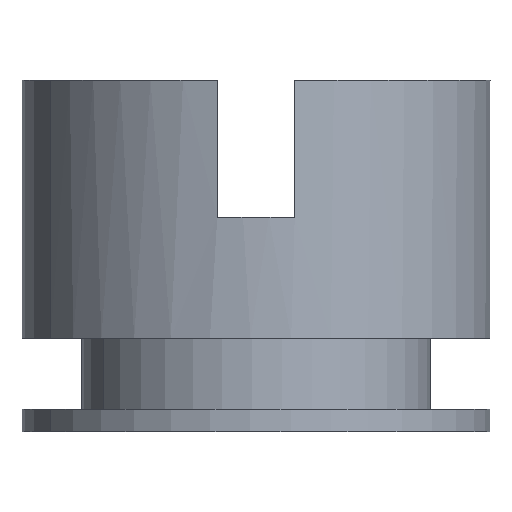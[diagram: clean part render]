
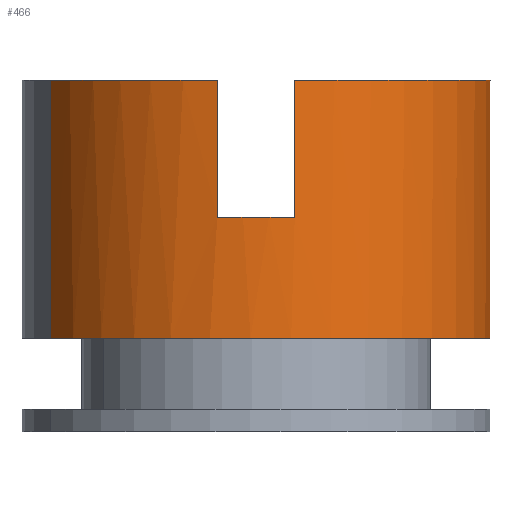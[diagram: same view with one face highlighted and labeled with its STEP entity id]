
A CAD part, front view. The second image highlights one B-rep face of the part: STEP entity #466.
In plain terms, the highlighted cylindrical face has radius 7.25 mm (diameter 14.5 mm), a partial arc.
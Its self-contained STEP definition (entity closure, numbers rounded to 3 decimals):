
#91=AXIS2_PLACEMENT_3D('Cylinder Axis2P3D',#88,#89,#90) ;
#152=AXIS2_PLACEMENT_3D('Circle Axis2P3D',#150,#151,$) ;
#343=AXIS2_PLACEMENT_3D('Circle Axis2P3D',#341,#342,$) ;
#364=AXIS2_PLACEMENT_3D('Circle Axis2P3D',#362,#363,$) ;
#446=AXIS2_PLACEMENT_3D('Circle Axis2P3D',#444,#445,$) ;
#88=CARTESIAN_POINT('Axis2P3D Location',(7.25,7.25,5.45)) ;
#150=CARTESIAN_POINT('Axis2P3D Location',(7.25,7.25,2.9)) ;
#154=CARTESIAN_POINT('Vertex',(0.888,3.774,2.9)) ;
#156=CARTESIAN_POINT('Vertex',(13.612,10.726,2.9)) ;
#338=CARTESIAN_POINT('Vertex',(0.888,3.774,10.9)) ;
#341=CARTESIAN_POINT('Axis2P3D Location',(7.25,7.25,10.9)) ;
#345=CARTESIAN_POINT('Vertex',(6.05,0.1,10.9)) ;
#362=CARTESIAN_POINT('Axis2P3D Location',(7.25,7.25,10.9)) ;
#366=CARTESIAN_POINT('Vertex',(8.45,0.1,10.9)) ;
#368=CARTESIAN_POINT('Vertex',(13.612,10.726,10.9)) ;
#397=CARTESIAN_POINT('Line Origine',(13.612,10.726,5.45)) ;
#402=CARTESIAN_POINT('Line Origine',(0.888,3.774,5.45)) ;
#437=CARTESIAN_POINT('Line Origine',(8.45,0.1,5.45)) ;
#441=CARTESIAN_POINT('Vertex',(8.45,0.1,6.65)) ;
#444=CARTESIAN_POINT('Axis2P3D Location',(7.25,7.25,6.65)) ;
#448=CARTESIAN_POINT('Vertex',(6.05,0.1,6.65)) ;
#451=CARTESIAN_POINT('Line Origine',(6.05,0.1,5.45)) ;
#89=DIRECTION('Axis2P3D Direction',(0.,0.,1.)) ;
#90=DIRECTION('Axis2P3D XDirection',(-0.878,-0.479,0.)) ;
#151=DIRECTION('Axis2P3D Direction',(0.,0.,1.)) ;
#342=DIRECTION('Axis2P3D Direction',(0.,0.,1.)) ;
#363=DIRECTION('Axis2P3D Direction',(0.,0.,1.)) ;
#398=DIRECTION('Vector Direction',(0.,0.,1.)) ;
#403=DIRECTION('Vector Direction',(0.,0.,1.)) ;
#438=DIRECTION('Vector Direction',(0.,0.,1.)) ;
#445=DIRECTION('Axis2P3D Direction',(0.,0.,1.)) ;
#452=DIRECTION('Vector Direction',(0.,0.,1.)) ;
#399=VECTOR('Line Direction',#398,1.) ;
#404=VECTOR('Line Direction',#403,1.) ;
#439=VECTOR('Line Direction',#438,1.) ;
#453=VECTOR('Line Direction',#452,1.) ;
#457=ORIENTED_EDGE('',*,*,#347,.F.) ;
#458=ORIENTED_EDGE('',*,*,#406,.T.) ;
#459=ORIENTED_EDGE('',*,*,#158,.T.) ;
#460=ORIENTED_EDGE('',*,*,#401,.F.) ;
#461=ORIENTED_EDGE('',*,*,#370,.F.) ;
#462=ORIENTED_EDGE('',*,*,#443,.T.) ;
#463=ORIENTED_EDGE('',*,*,#450,.T.) ;
#464=ORIENTED_EDGE('',*,*,#455,.F.) ;
#466=ADVANCED_FACE('Hauptk\X2\00F6\X0\rper',(#465),#92,.T.) ;
#153=CIRCLE('generated circle',#152,7.25) ;
#344=CIRCLE('generated circle',#343,7.25) ;
#365=CIRCLE('generated circle',#364,7.25) ;
#447=CIRCLE('generated circle',#446,7.25) ;
#92=CYLINDRICAL_SURFACE('generated cylinder',#91,7.25) ;
#158=EDGE_CURVE('',#155,#157,#153,.T.) ;
#347=EDGE_CURVE('',#339,#346,#344,.T.) ;
#370=EDGE_CURVE('',#367,#369,#365,.T.) ;
#401=EDGE_CURVE('',#369,#157,#400,.F.) ;
#406=EDGE_CURVE('',#339,#155,#405,.F.) ;
#443=EDGE_CURVE('',#367,#442,#440,.F.) ;
#450=EDGE_CURVE('',#442,#449,#447,.F.) ;
#455=EDGE_CURVE('',#346,#449,#454,.F.) ;
#456=EDGE_LOOP('',(#457,#458,#459,#460,#461,#462,#463,#464)) ;
#465=FACE_OUTER_BOUND('',#456,.T.) ;
#400=LINE('Line',#397,#399) ;
#405=LINE('Line',#402,#404) ;
#440=LINE('Line',#437,#439) ;
#454=LINE('Line',#451,#453) ;
#155=VERTEX_POINT('',#154) ;
#157=VERTEX_POINT('',#156) ;
#339=VERTEX_POINT('',#338) ;
#346=VERTEX_POINT('',#345) ;
#367=VERTEX_POINT('',#366) ;
#369=VERTEX_POINT('',#368) ;
#442=VERTEX_POINT('',#441) ;
#449=VERTEX_POINT('',#448) ;
